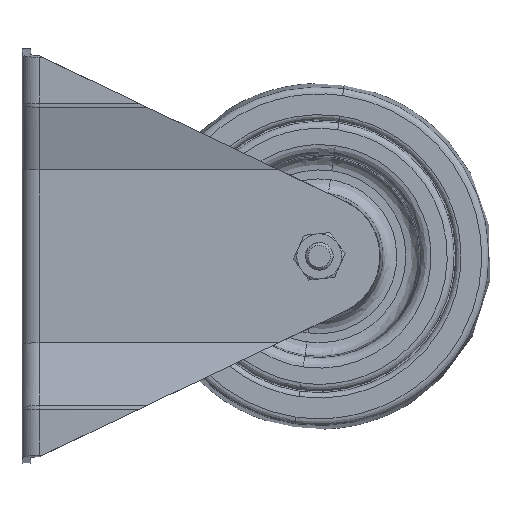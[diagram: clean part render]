
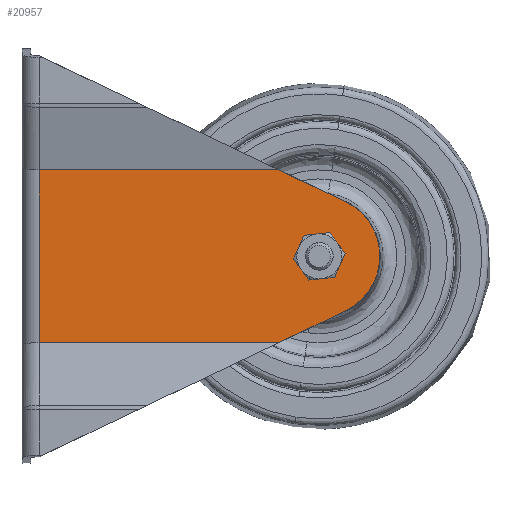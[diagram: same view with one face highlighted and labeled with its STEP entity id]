
A CAD part, left-side view. The second image highlights one B-rep face of the part: STEP entity #20957.
In plain terms, the highlighted face is planar.
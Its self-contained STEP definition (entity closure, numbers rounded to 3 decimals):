
#235 = DIRECTION ( 'NONE',  ( -0.43, 0., 0.903 ) ) ;
#399 = ORIENTED_EDGE ( 'NONE', *, *, #31080, .T. ) ;
#827 = AXIS2_PLACEMENT_3D ( 'NONE', #5442, #5677, #23868 ) ;
#829 = ORIENTED_EDGE ( 'NONE', *, *, #21943, .T. ) ;
#1335 = DIRECTION ( 'NONE',  ( 0., 0., -1. ) ) ;
#1349 = CARTESIAN_POINT ( 'NONE',  ( 0., -21., 86. ) ) ;
#1363 = AXIS2_PLACEMENT_3D ( 'NONE', #30725, #15316, #33306 ) ;
#1881 = CARTESIAN_POINT ( 'NONE',  ( 1.289, -21., 129.386 ) ) ;
#1901 = LINE ( 'NONE', #17021, #15821 ) ;
#2677 = EDGE_CURVE ( 'NONE', #16529, #17471, #8326, .T. ) ;
#3215 = VERTEX_POINT ( 'NONE', #19713 ) ;
#3536 = EDGE_CURVE ( 'NONE', #5134, #16137, #16314, .T. ) ;
#3604 = CARTESIAN_POINT ( 'NONE',  ( -25., -21., 74.217 ) ) ;
#3721 = ORIENTED_EDGE ( 'NONE', *, *, #6195, .F. ) ;
#3994 = DIRECTION ( 'NONE',  ( 1., 0., 0. ) ) ;
#4485 = LINE ( 'NONE', #10588, #17561 ) ;
#5084 = VECTOR ( 'NONE', #30458, 1000. ) ;
#5092 = CARTESIAN_POINT ( 'NONE',  ( -25., -21., 5. ) ) ;
#5134 = VERTEX_POINT ( 'NONE', #9641 ) ;
#5442 = CARTESIAN_POINT ( 'NONE',  ( 0., -21., 130. ) ) ;
#5677 = DIRECTION ( 'NONE',  ( 0., -1., 0. ) ) ;
#6195 = EDGE_CURVE ( 'NONE', #21027, #16137, #19794, .T. ) ;
#6962 = ORIENTED_EDGE ( 'NONE', *, *, #2677, .F. ) ;
#8326 = CIRCLE ( 'NONE', #1363, 4.25 ) ;
#8627 = DIRECTION ( 'NONE',  ( 0., -1., 0. ) ) ;
#8694 = DIRECTION ( 'NONE',  ( 0., 0., -1. ) ) ;
#9641 = CARTESIAN_POINT ( 'NONE',  ( 15.798, -21., 93.528 ) ) ;
#9969 = VERTEX_POINT ( 'NONE', #5092 ) ;
#10588 = CARTESIAN_POINT ( 'NONE',  ( -1.289, -21., 129.386 ) ) ;
#10624 = EDGE_CURVE ( 'NONE', #21027, #9969, #15845, .T. ) ;
#10860 = CIRCLE ( 'NONE', #11609, 4.25 ) ;
#11585 = CARTESIAN_POINT ( 'NONE',  ( -25., -21., 130. ) ) ;
#11609 = AXIS2_PLACEMENT_3D ( 'NONE', #1349, #19632, #3994 ) ;
#14298 = CARTESIAN_POINT ( 'NONE',  ( 0., -21., 90.25 ) ) ;
#15035 = VECTOR ( 'NONE', #8694, 1000. ) ;
#15316 = DIRECTION ( 'NONE',  ( 0., -1., 0. ) ) ;
#15707 = ORIENTED_EDGE ( 'NONE', *, *, #33565, .F. ) ;
#15821 = VECTOR ( 'NONE', #1335, 1000. ) ;
#15845 = LINE ( 'NONE', #11585, #15035 ) ;
#15926 = VECTOR ( 'NONE', #27877, 1000. ) ;
#16079 = EDGE_LOOP ( 'NONE', ( #6962, #19910 ) ) ;
#16137 = VERTEX_POINT ( 'NONE', #32443 ) ;
#16314 = CIRCLE ( 'NONE', #32875, 17.5 ) ;
#16529 = VERTEX_POINT ( 'NONE', #14298 ) ;
#16918 = VERTEX_POINT ( 'NONE', #28972 ) ;
#17021 = CARTESIAN_POINT ( 'NONE',  ( 25., -21., 130. ) ) ;
#17471 = VERTEX_POINT ( 'NONE', #19439 ) ;
#17561 = VECTOR ( 'NONE', #235, 1000. ) ;
#19439 = CARTESIAN_POINT ( 'NONE',  ( 0., -21., 81.75 ) ) ;
#19632 = DIRECTION ( 'NONE',  ( 0., -1., 0. ) ) ;
#19713 = CARTESIAN_POINT ( 'NONE',  ( 25., -21., 5. ) ) ;
#19794 = LINE ( 'NONE', #1881, #5084 ) ;
#19910 = ORIENTED_EDGE ( 'NONE', *, *, #28444, .F. ) ;
#20585 = ORIENTED_EDGE ( 'NONE', *, *, #10624, .T. ) ;
#20957 = ADVANCED_FACE ( 'NONE', ( #24092, #24900 ), #23640, .T. ) ;
#21027 = VERTEX_POINT ( 'NONE', #3604 ) ;
#21943 = EDGE_CURVE ( 'NONE', #9969, #3215, #22812, .T. ) ;
#22771 = CARTESIAN_POINT ( 'NONE',  ( 25., -21., 5. ) ) ;
#22812 = LINE ( 'NONE', #22771, #15926 ) ;
#23142 = ORIENTED_EDGE ( 'NONE', *, *, #3536, .T. ) ;
#23640 = PLANE ( 'NONE',  #827 ) ;
#23868 = DIRECTION ( 'NONE',  ( 1., 0., 0. ) ) ;
#24092 = FACE_BOUND ( 'NONE', #16079, .T. ) ;
#24196 = CARTESIAN_POINT ( 'NONE',  ( 0., -21., 86. ) ) ;
#24900 = FACE_OUTER_BOUND ( 'NONE', #24976, .T. ) ;
#24976 = EDGE_LOOP ( 'NONE', ( #399, #23142, #3721, #20585, #829, #15707 ) ) ;
#26740 = DIRECTION ( 'NONE',  ( 1., 0., 0. ) ) ;
#27877 = DIRECTION ( 'NONE',  ( 1., 0., 0. ) ) ;
#28444 = EDGE_CURVE ( 'NONE', #17471, #16529, #10860, .T. ) ;
#28972 = CARTESIAN_POINT ( 'NONE',  ( 25., -21., 74.217 ) ) ;
#30458 = DIRECTION ( 'NONE',  ( 0.43, 0., 0.903 ) ) ;
#30725 = CARTESIAN_POINT ( 'NONE',  ( 0., -21., 86. ) ) ;
#31080 = EDGE_CURVE ( 'NONE', #16918, #5134, #4485, .T. ) ;
#32443 = CARTESIAN_POINT ( 'NONE',  ( -15.798, -21., 93.528 ) ) ;
#32875 = AXIS2_PLACEMENT_3D ( 'NONE', #24196, #8627, #26740 ) ;
#33306 = DIRECTION ( 'NONE',  ( 1., 0., 0. ) ) ;
#33565 = EDGE_CURVE ( 'NONE', #16918, #3215, #1901, .T. ) ;
